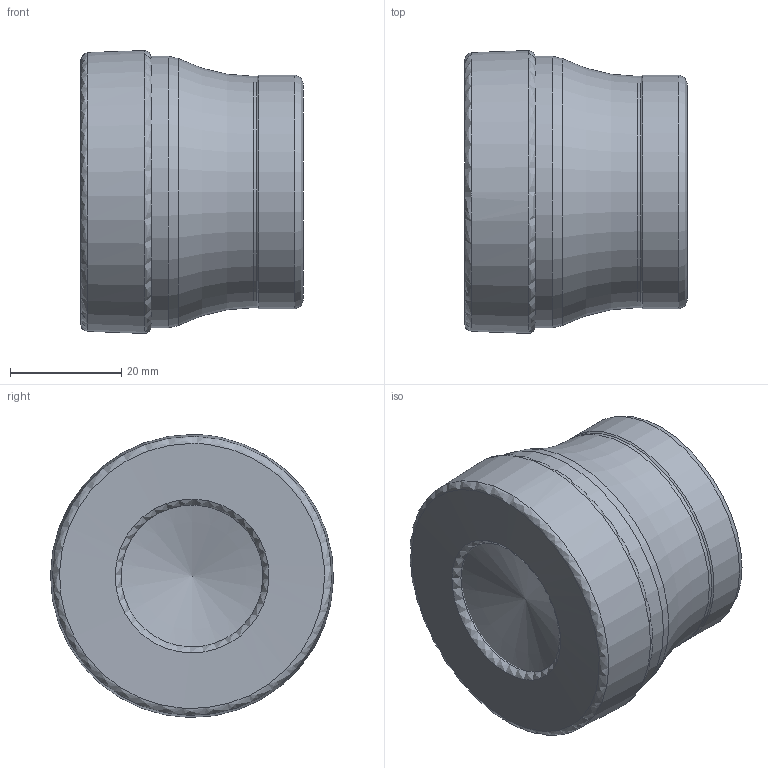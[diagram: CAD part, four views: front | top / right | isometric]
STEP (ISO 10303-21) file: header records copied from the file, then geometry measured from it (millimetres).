
FILE_DESCRIPTION(/* description */ (''),/* implementation_level */ '2;1');
FILE_NAME(/* name */ 'AFM88C-SN1204-D050-A22-Z05.stp',/* time_stamp */ '2023-10-30T14:47:35+03:00',/* author */ (''),/* organization */ (''),/* preprocessor_version */ 'ST-DEVELOPER v19.4',/* originating_system */ 'SIEMENS PLM Software NX2306.3001',/* authorisation */ '');
FILE_SCHEMA (('AP203_CONFIGURATION_CONTROLLED_3D_DESIGN_OF_MECHANICAL_PARTS_AND_ASSEMBLIES_MIM_LF { 1 0 10303 403 2 1 2}'));
Length unit declared in the file: millimetre
Products named in the file (1): model1
Bounding box: 39.97 x 50.85 x 50.86 mm (x, y, z)
Volume: 80812.7 mm3; surface area: 14505.3 mm2
Topology: 2 solids, 2 shells, 21 faces, 49 edges, 29 vertices
Faces by surface type: revolution 9, torus 5, cone 3, cylinder 3, plane 1
Full cylindrical faces by diameter (mm): 41.6 x1, 42 x1, 48.824 x1
Entity records: 633 total; most frequent: DIRECTION 87, CARTESIAN_POINT 79, FACE_BOUND 40, EDGE_LOOP 40, ORIENTED_EDGE 40, AXIS2_PLACEMENT_3D 37, CIRCLE 24, ADVANCED_FACE 21
